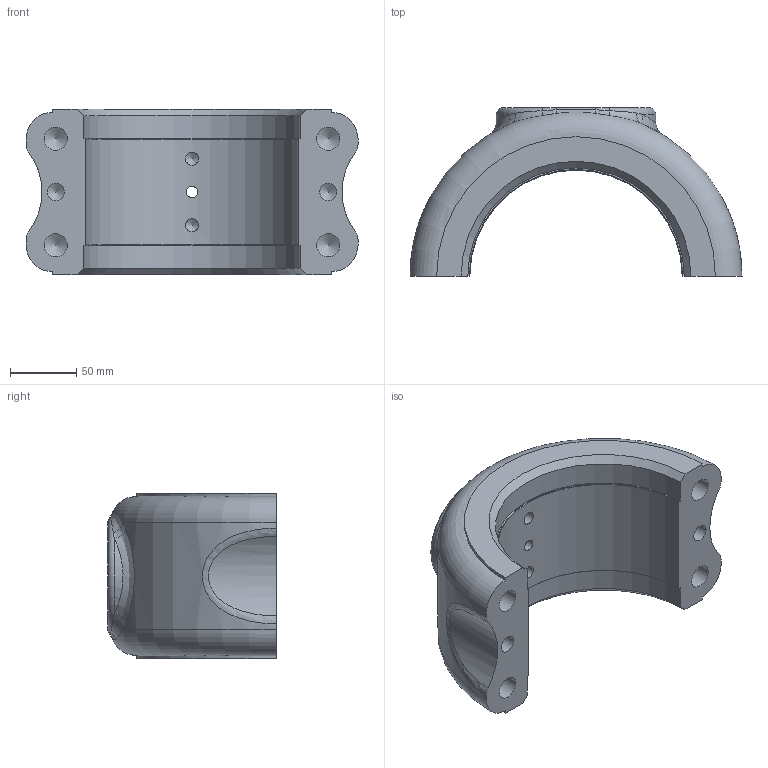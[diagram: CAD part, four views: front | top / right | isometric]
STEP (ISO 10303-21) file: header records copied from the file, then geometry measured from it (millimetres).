
FILE_DESCRIPTION (( 'STEP AP203' ), '1' );
FILE_NAME ('372B02-衝桿蓋.STEP', '2023-09-28T06:05:11', ( '' ), ( '' ), 'SwSTEP 2.0', 'SolidWorks 2018', '' );
FILE_SCHEMA (( 'CONFIG_CONTROL_DESIGN' ));
Length unit declared in the file: millimetre
Products named in the file (1): 372B02-衝桿蓋
Bounding box: 250 x 127 x 125 mm (x, y, z)
Volume: 1644424.4 mm3; surface area: 128094.2 mm2
Topology: 1 solids, 1 shells, 77 faces, 193 edges, 120 vertices
Faces by surface type: cylinder 25, bspline 24, cone 15, plane 9, torus 4
Full cylindrical faces by diameter (mm): 8.5 x2, 8.7 x1, 8.8 x1, 9.8 x2, 13 x4, 17.5 x4
Entity records: 3907 total; most frequent: CARTESIAN_POINT 2287, ORIENTED_EDGE 312, DIRECTION 300, EDGE_CURVE 156, AXIS2_PLACEMENT_3D 135, VERTEX_POINT 108, EDGE_LOOP 106, FACE_OUTER_BOUND 91
